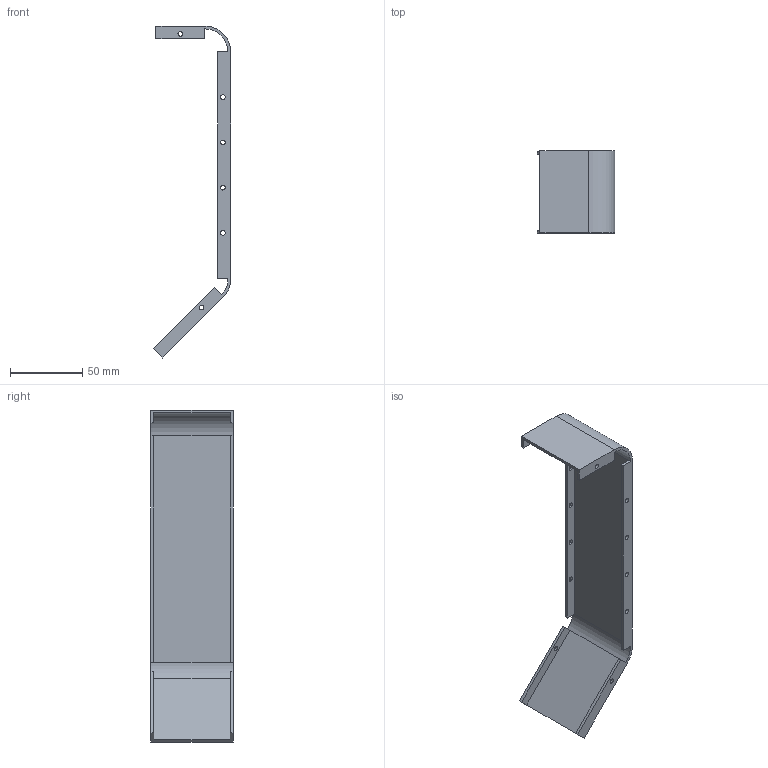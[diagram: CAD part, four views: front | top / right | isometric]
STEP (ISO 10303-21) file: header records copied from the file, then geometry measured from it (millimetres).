
FILE_DESCRIPTION (( 'STEP AP203' ), '1' );
FILE_NAME ('Top left and right baffles.STEP', '2024-05-10T01:40:06', ( '' ), ( '' ), 'SwSTEP 2.0', 'SolidWorks 2024', '' );
FILE_SCHEMA (( 'CONFIG_CONTROL_DESIGN' ));
Length unit declared in the file: millimetre
Products named in the file (1): Top left and right baffles
Bounding box: 53.86 x 57 x 230.43 mm (x, y, z)
Volume: 40023.8 mm3; surface area: 41825.8 mm2
Topology: 1 solids, 1 shells, 70 faces, 186 edges, 118 vertices
Faces by surface type: plane 30, cylinder 28, cone 12
Entity records: 2299 total; most frequent: DIRECTION 396, CARTESIAN_POINT 375, ORIENTED_EDGE 372, EDGE_CURVE 186, AXIS2_PLACEMENT_3D 139, VERTEX_POINT 118, LINE 118, VECTOR 118
